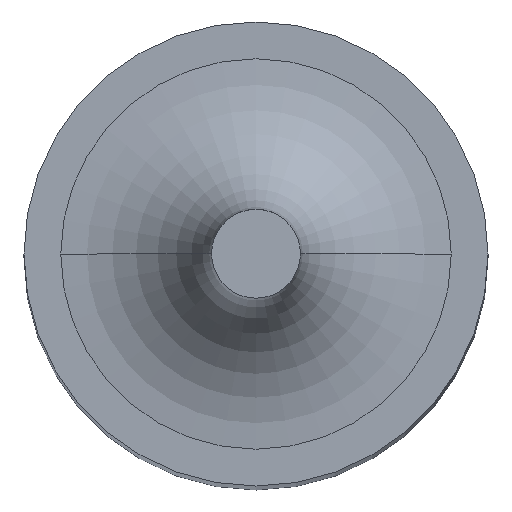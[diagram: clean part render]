
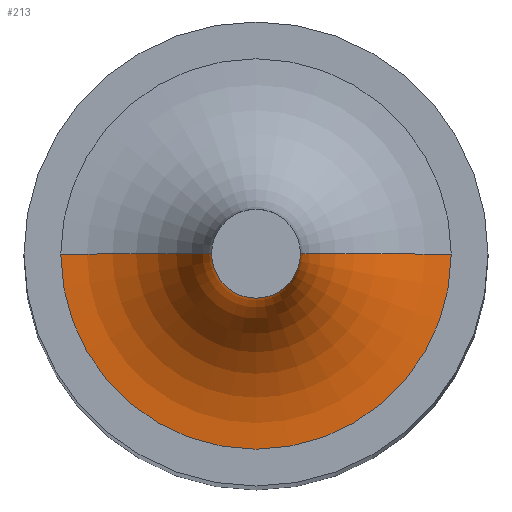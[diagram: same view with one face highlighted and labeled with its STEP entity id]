
A CAD part, top view. The second image highlights one B-rep face of the part: STEP entity #213.
In plain terms, the highlighted toroidal (fillet/blend) face has major radius 6.678 mm and minor radius 5.159 mm.
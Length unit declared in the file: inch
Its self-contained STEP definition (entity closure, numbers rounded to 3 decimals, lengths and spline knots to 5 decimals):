
#1 = DIRECTION ( 'NONE',  ( 0., 0., -1. ) ) ;
#30 = CARTESIAN_POINT ( 'NONE',  ( -0.26293, 0., 3.49 ) ) ;
#32 = CARTESIAN_POINT ( 'NONE',  ( 0.05983, 0., 3.49 ) ) ;
#98 = CARTESIAN_POINT ( 'NONE',  ( 0.26293, 0., 3.2869 ) ) ;
#111 = VERTEX_POINT ( 'NONE', #221 ) ;
#119 = EDGE_CURVE ( 'NONE', #111, #387, #125, .T. ) ;
#123 = DIRECTION ( 'NONE',  ( -1., 0., 0. ) ) ;
#125 = CIRCLE ( 'NONE', #164, 0.2031 ) ;
#130 = DIRECTION ( 'NONE',  ( 0., 0., 1. ) ) ;
#134 = DIRECTION ( 'NONE',  ( 0., 0., -1. ) ) ;
#139 = VERTEX_POINT ( 'NONE', #32 ) ;
#162 = CARTESIAN_POINT ( 'NONE',  ( 0., 0., 3.49 ) ) ;
#164 = AXIS2_PLACEMENT_3D ( 'NONE', #30, #381, #318 ) ;
#168 = DIRECTION ( 'NONE',  ( 0., -1., 0. ) ) ;
#169 = ORIENTED_EDGE ( 'NONE', *, *, #363, .F. ) ;
#180 = AXIS2_PLACEMENT_3D ( 'NONE', #162, #130, #123 ) ;
#189 = DIRECTION ( 'NONE',  ( -1., 0., 0. ) ) ;
#190 = CIRCLE ( 'NONE', #336, 0.2031 ) ;
#202 = EDGE_CURVE ( 'NONE', #139, #111, #271, .T. ) ;
#208 = TOROIDAL_SURFACE ( 'NONE', #180, 0.26293, 0.2031 ) ;
#213 = ADVANCED_FACE ( 'NONE', ( #316 ), #208, .F. ) ;
#220 = AXIS2_PLACEMENT_3D ( 'NONE', #339, #1, #189 ) ;
#221 = CARTESIAN_POINT ( 'NONE',  ( -0.05983, 0., 3.49 ) ) ;
#226 = DIRECTION ( 'NONE',  ( -1., 0., 0. ) ) ;
#232 = VERTEX_POINT ( 'NONE', #98 ) ;
#243 = AXIS2_PLACEMENT_3D ( 'NONE', #292, #134, #226 ) ;
#261 = CARTESIAN_POINT ( 'NONE',  ( 0.26293, 0., 3.49 ) ) ;
#271 = CIRCLE ( 'NONE', #220, 0.05983 ) ;
#292 = CARTESIAN_POINT ( 'NONE',  ( 0., 0., 3.2869 ) ) ;
#296 = DIRECTION ( 'NONE',  ( 1., 0., 0. ) ) ;
#316 = FACE_OUTER_BOUND ( 'NONE', #394, .T. ) ;
#318 = DIRECTION ( 'NONE',  ( 0., 0., 1. ) ) ;
#322 = ORIENTED_EDGE ( 'NONE', *, *, #376, .F. ) ;
#331 = ORIENTED_EDGE ( 'NONE', *, *, #202, .T. ) ;
#336 = AXIS2_PLACEMENT_3D ( 'NONE', #261, #168, #296 ) ;
#339 = CARTESIAN_POINT ( 'NONE',  ( 0., 0., 3.49 ) ) ;
#344 = CIRCLE ( 'NONE', #243, 0.26293 ) ;
#348 = ORIENTED_EDGE ( 'NONE', *, *, #119, .T. ) ;
#349 = CARTESIAN_POINT ( 'NONE',  ( -0.26293, 0., 3.2869 ) ) ;
#363 = EDGE_CURVE ( 'NONE', #139, #232, #190, .T. ) ;
#376 = EDGE_CURVE ( 'NONE', #232, #387, #344, .T. ) ;
#381 = DIRECTION ( 'NONE',  ( 0., 1., 0. ) ) ;
#387 = VERTEX_POINT ( 'NONE', #349 ) ;
#394 = EDGE_LOOP ( 'NONE', ( #169, #331, #348, #322 ) ) ;
